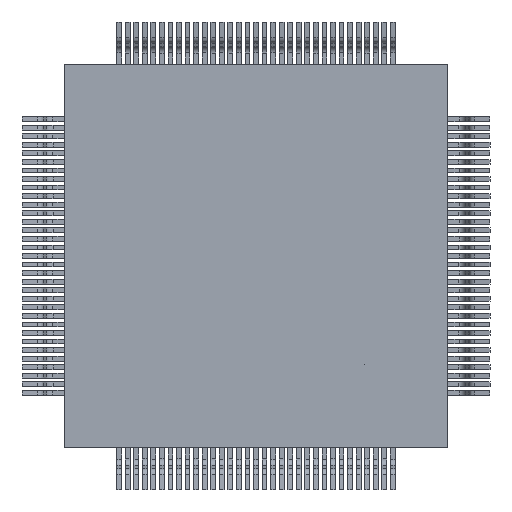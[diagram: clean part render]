
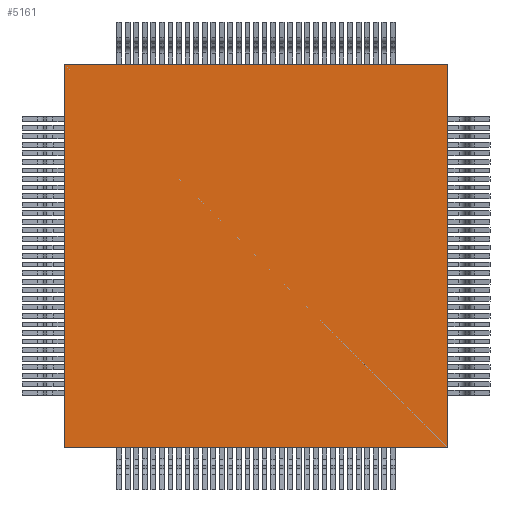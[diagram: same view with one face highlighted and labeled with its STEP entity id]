
A CAD part, front view. The second image highlights one B-rep face of the part: STEP entity #5161.
In plain terms, the highlighted planar face has unit normal (0, -1, 0).
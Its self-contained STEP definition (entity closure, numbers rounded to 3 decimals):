
#492 = VECTOR ( 'NONE', #46671, 1000. ) ;
#2749 = CARTESIAN_POINT ( 'NONE',  ( 0., 0., 0. ) ) ;
#5161 = ADVANCED_FACE ( 'NONE', ( #23359 ), #16770, .F. ) ;
#9918 = DIRECTION ( 'NONE',  ( -1., 0., 0. ) ) ;
#12124 = VECTOR ( 'NONE', #37316, 1000. ) ;
#13283 = VERTEX_POINT ( 'NONE', #51536 ) ;
#13493 = EDGE_CURVE ( 'NONE', #13283, #38963, #14911, .T. ) ;
#14911 = LINE ( 'NONE', #33039, #48926 ) ;
#15464 = CARTESIAN_POINT ( 'NONE',  ( -14., 0., 14. ) ) ;
#16770 = PLANE ( 'NONE',  #37052 ) ;
#18179 = EDGE_CURVE ( 'NONE', #40409, #13283, #49801, .T. ) ;
#21380 = DIRECTION ( 'NONE',  ( 0., 0., 1. ) ) ;
#21541 = CARTESIAN_POINT ( 'NONE',  ( 14., 0., 14. ) ) ;
#23359 = FACE_OUTER_BOUND ( 'NONE', #39743, .T. ) ;
#24358 = ORIENTED_EDGE ( 'NONE', *, *, #39433, .F. ) ;
#25863 = LINE ( 'NONE', #55534, #12124 ) ;
#28500 = LINE ( 'NONE', #31245, #51698 ) ;
#31245 = CARTESIAN_POINT ( 'NONE',  ( -14., 0., 14. ) ) ;
#31280 = ORIENTED_EDGE ( 'NONE', *, *, #37371, .F. ) ;
#33039 = CARTESIAN_POINT ( 'NONE',  ( -14., 0., -14. ) ) ;
#35914 = DIRECTION ( 'NONE',  ( 1., 0., 0. ) ) ;
#37052 = AXIS2_PLACEMENT_3D ( 'NONE', #2749, #49153, #21380 ) ;
#37173 = VERTEX_POINT ( 'NONE', #15464 ) ;
#37316 = DIRECTION ( 'NONE',  ( 0., 0., 1. ) ) ;
#37371 = EDGE_CURVE ( 'NONE', #37173, #40409, #28500, .T. ) ;
#38963 = VERTEX_POINT ( 'NONE', #43419 ) ;
#39433 = EDGE_CURVE ( 'NONE', #38963, #37173, #25863, .T. ) ;
#39743 = EDGE_LOOP ( 'NONE', ( #52756, #31280, #24358, #44565 ) ) ;
#40409 = VERTEX_POINT ( 'NONE', #21541 ) ;
#43419 = CARTESIAN_POINT ( 'NONE',  ( -14., 0., -14. ) ) ;
#44565 = ORIENTED_EDGE ( 'NONE', *, *, #13493, .F. ) ;
#46458 = CARTESIAN_POINT ( 'NONE',  ( 14., 0., -14. ) ) ;
#46671 = DIRECTION ( 'NONE',  ( 0., 0., -1. ) ) ;
#48926 = VECTOR ( 'NONE', #9918, 1000. ) ;
#49153 = DIRECTION ( 'NONE',  ( 0., 1., 0. ) ) ;
#49801 = LINE ( 'NONE', #46458, #492 ) ;
#51536 = CARTESIAN_POINT ( 'NONE',  ( 14., 0., -14. ) ) ;
#51698 = VECTOR ( 'NONE', #35914, 1000. ) ;
#52756 = ORIENTED_EDGE ( 'NONE', *, *, #18179, .F. ) ;
#55534 = CARTESIAN_POINT ( 'NONE',  ( -14., 0., -14. ) ) ;
